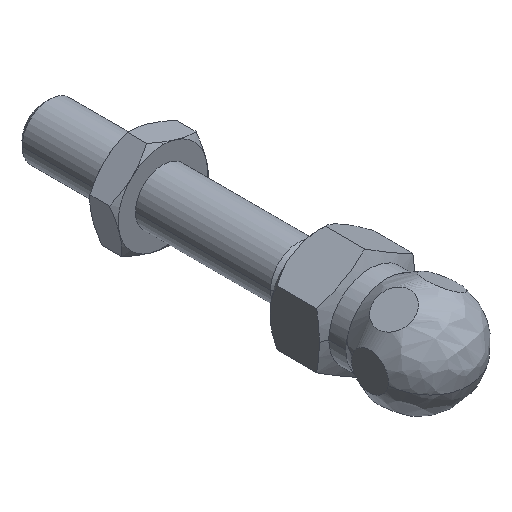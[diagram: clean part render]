
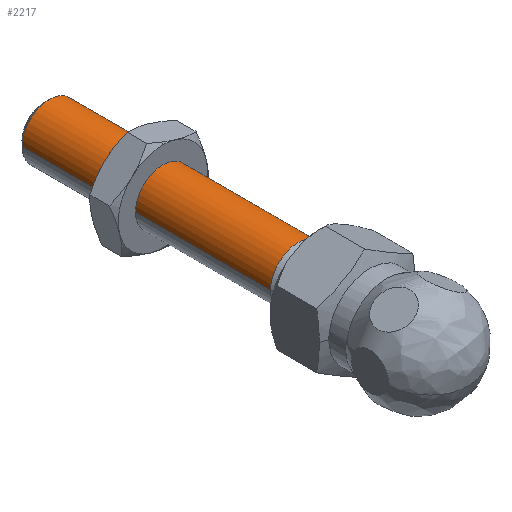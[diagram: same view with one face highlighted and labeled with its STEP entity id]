
A CAD part, isometric view. The second image highlights one B-rep face of the part: STEP entity #2217.
In plain terms, the highlighted cylindrical face has radius 4 mm (diameter 8 mm), a partial arc.
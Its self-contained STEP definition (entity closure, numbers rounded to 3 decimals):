
#116 = VERTEX_POINT ( 'NONE', #435 ) ;
#205 = ORIENTED_EDGE ( 'NONE', *, *, #2437, .T. ) ;
#226 = EDGE_CURVE ( 'NONE', #116, #2475, #1930, .T. ) ;
#244 = AXIS2_PLACEMENT_3D ( 'NONE', #2388, #733, #2645 ) ;
#272 = DIRECTION ( 'NONE',  ( 0., -1., 0. ) ) ;
#335 = CARTESIAN_POINT ( 'NONE',  ( 0., 3., 0. ) ) ;
#336 = DIRECTION ( 'NONE',  ( 0., 1., 0. ) ) ;
#435 = CARTESIAN_POINT ( 'NONE',  ( -4., 3., 0. ) ) ;
#440 = VECTOR ( 'NONE', #336, 1000. ) ;
#540 = EDGE_CURVE ( 'NONE', #116, #1515, #2024, .T. ) ;
#548 = CARTESIAN_POINT ( 'NONE',  ( 0., 43.886, 0. ) ) ;
#624 = DIRECTION ( 'NONE',  ( -1., 0., 0. ) ) ;
#733 = DIRECTION ( 'NONE',  ( 0., -1., 0. ) ) ;
#744 = CARTESIAN_POINT ( 'NONE',  ( -4., 43.886, 0. ) ) ;
#854 = CARTESIAN_POINT ( 'NONE',  ( 4., 39.2, 0. ) ) ;
#933 = DIRECTION ( 'NONE',  ( -1., 0., 0. ) ) ;
#1037 = CYLINDRICAL_SURFACE ( 'NONE', #3298, 4. ) ;
#1083 = CIRCLE ( 'NONE', #244, 4. ) ;
#1293 = ORIENTED_EDGE ( 'NONE', *, *, #1413, .T. ) ;
#1312 = DIRECTION ( 'NONE',  ( 0., 1., 0. ) ) ;
#1413 = EDGE_CURVE ( 'NONE', #1617, #2475, #2486, .T. ) ;
#1460 = AXIS2_PLACEMENT_3D ( 'NONE', #335, #2285, #624 ) ;
#1489 = VERTEX_POINT ( 'NONE', #854 ) ;
#1515 = VERTEX_POINT ( 'NONE', #3212 ) ;
#1606 = EDGE_LOOP ( 'NONE', ( #3085, #3525, #205, #1293, #3238 ) ) ;
#1617 = VERTEX_POINT ( 'NONE', #1620 ) ;
#1620 = CARTESIAN_POINT ( 'NONE',  ( 0., 39.2, 4. ) ) ;
#1742 = CARTESIAN_POINT ( 'NONE',  ( 4., 43.886, 0. ) ) ;
#1930 = LINE ( 'NONE', #744, #3361 ) ;
#1944 = CARTESIAN_POINT ( 'NONE',  ( 0., 39.2, 0. ) ) ;
#2024 = CIRCLE ( 'NONE', #1460, 4. ) ;
#2047 = FACE_OUTER_BOUND ( 'NONE', #1606, .T. ) ;
#2217 = ADVANCED_FACE ( 'NONE', ( #2047 ), #1037, .T. ) ;
#2229 = DIRECTION ( 'NONE',  ( -1., 0., 0. ) ) ;
#2285 = DIRECTION ( 'NONE',  ( 0., 1., 0. ) ) ;
#2308 = AXIS2_PLACEMENT_3D ( 'NONE', #1944, #272, #2229 ) ;
#2388 = CARTESIAN_POINT ( 'NONE',  ( 0., 39.2, 0. ) ) ;
#2437 = EDGE_CURVE ( 'NONE', #1489, #1617, #1083, .T. ) ;
#2475 = VERTEX_POINT ( 'NONE', #3469 ) ;
#2486 = CIRCLE ( 'NONE', #2308, 4. ) ;
#2645 = DIRECTION ( 'NONE',  ( -1., 0., 0. ) ) ;
#2924 = EDGE_CURVE ( 'NONE', #1515, #1489, #3363, .T. ) ;
#3085 = ORIENTED_EDGE ( 'NONE', *, *, #540, .T. ) ;
#3212 = CARTESIAN_POINT ( 'NONE',  ( 4., 3., 0. ) ) ;
#3238 = ORIENTED_EDGE ( 'NONE', *, *, #226, .F. ) ;
#3298 = AXIS2_PLACEMENT_3D ( 'NONE', #548, #3383, #933 ) ;
#3361 = VECTOR ( 'NONE', #1312, 1000. ) ;
#3363 = LINE ( 'NONE', #1742, #440 ) ;
#3383 = DIRECTION ( 'NONE',  ( 0., 1., 0. ) ) ;
#3469 = CARTESIAN_POINT ( 'NONE',  ( -4., 39.2, 0. ) ) ;
#3525 = ORIENTED_EDGE ( 'NONE', *, *, #2924, .T. ) ;
